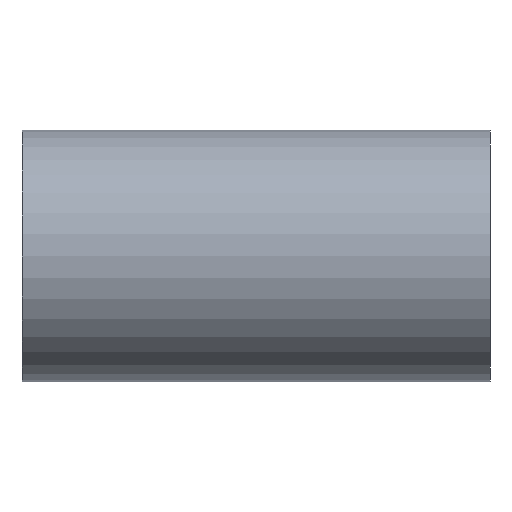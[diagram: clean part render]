
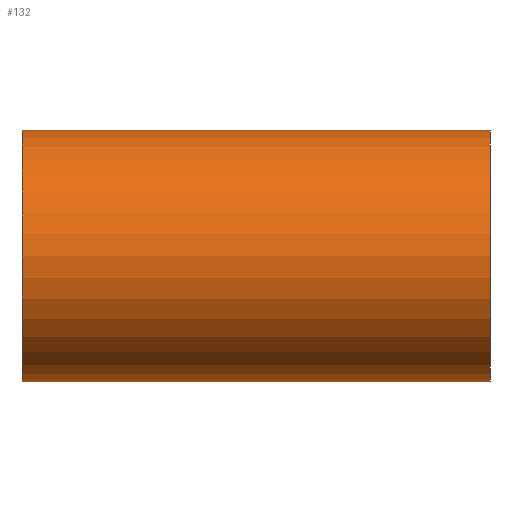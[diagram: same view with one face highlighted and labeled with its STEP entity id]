
A CAD part, front view. The second image highlights one B-rep face of the part: STEP entity #132.
In plain terms, the highlighted cylindrical face has radius 21.5 mm (diameter 43 mm), a partial arc.
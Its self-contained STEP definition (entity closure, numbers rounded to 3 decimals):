
#132 = ADVANCED_FACE( '', ( #340 ), #341, .T. );
#140 = EDGE_CURVE( '', #206, #244, #350, .T. );
#188 = VERTEX_POINT( '', #404 );
#202 = EDGE_CURVE( '', #188, #208, #420, .T. );
#206 = VERTEX_POINT( '', #424 );
#208 = VERTEX_POINT( '', #426 );
#230 = EDGE_CURVE( '', #188, #244, #452, .T. );
#244 = VERTEX_POINT( '', #470 );
#256 = EDGE_CURVE( '', #208, #206, #484, .T. );
#340 = FACE_OUTER_BOUND( '', #569, .T. );
#341 = CYLINDRICAL_SURFACE( '', #570, 21.5 );
#350 = LINE( '', #581, #582 );
#404 = CARTESIAN_POINT( '', ( -60., 0., 21.5 ) );
#420 = LINE( '', #709, #710 );
#424 = CARTESIAN_POINT( '', ( 20., 0., -21.5 ) );
#426 = CARTESIAN_POINT( '', ( 20., 0., 21.5 ) );
#452 = CIRCLE( '', #748, 21.5 );
#470 = CARTESIAN_POINT( '', ( -60., 0., -21.5 ) );
#484 = CIRCLE( '', #809, 21.5 );
#569 = EDGE_LOOP( '', ( #1000, #1001, #1002, #1003 ) );
#570 = AXIS2_PLACEMENT_3D( '', #1004, #1005, #1006 );
#581 = CARTESIAN_POINT( '', ( 20., 0., -21.5 ) );
#582 = VECTOR( '', #1018, 1. );
#709 = CARTESIAN_POINT( '', ( 20., 0., 21.5 ) );
#710 = VECTOR( '', #1114, 1. );
#748 = AXIS2_PLACEMENT_3D( '', #1156, #1157, #1158 );
#809 = AXIS2_PLACEMENT_3D( '', #1198, #1199, #1200 );
#1000 = ORIENTED_EDGE( '', *, *, #140, .F. );
#1001 = ORIENTED_EDGE( '', *, *, #256, .F. );
#1002 = ORIENTED_EDGE( '', *, *, #202, .F. );
#1003 = ORIENTED_EDGE( '', *, *, #230, .T. );
#1004 = CARTESIAN_POINT( '', ( 20., 0., 0. ) );
#1005 = DIRECTION( '', ( 1., 0., 0. ) );
#1006 = DIRECTION( '', ( 0., 0., -1. ) );
#1018 = DIRECTION( '', ( -1., 0., 0. ) );
#1114 = DIRECTION( '', ( 1., 0., 0. ) );
#1156 = CARTESIAN_POINT( '', ( -60., 0., 0. ) );
#1157 = DIRECTION( '', ( 1., 0., 0. ) );
#1158 = DIRECTION( '', ( 0., 0., -1. ) );
#1198 = CARTESIAN_POINT( '', ( 20., 0., 0. ) );
#1199 = DIRECTION( '', ( 1., 0., 0. ) );
#1200 = DIRECTION( '', ( 0., 0., -1. ) );
